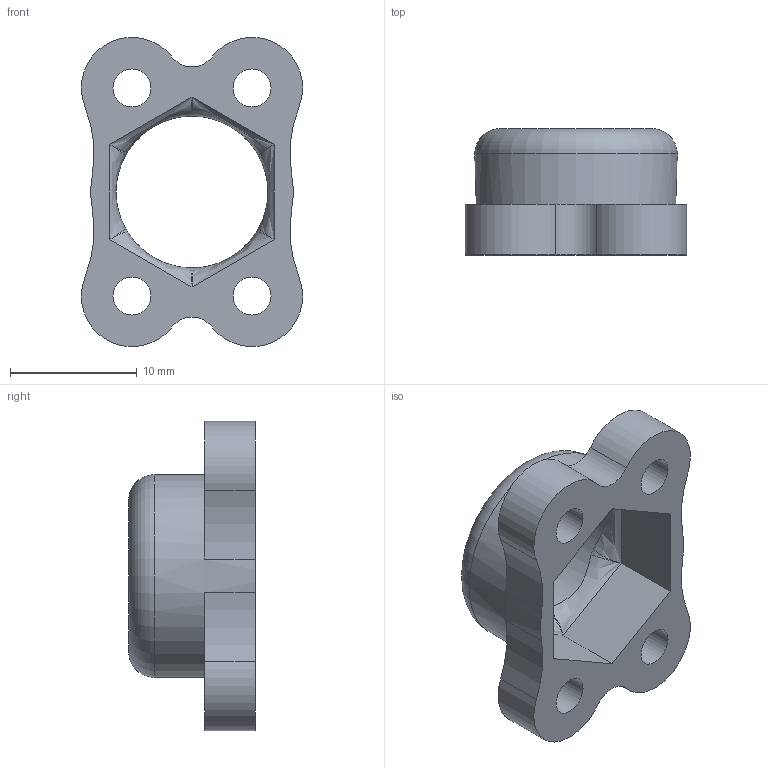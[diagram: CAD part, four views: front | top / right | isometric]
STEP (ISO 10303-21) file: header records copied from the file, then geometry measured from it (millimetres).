
FILE_DESCRIPTION(/* description */ (''),/* implementation_level */ '2;1');
FILE_NAME(/* name */ 'mocowanie_kol.stp',/* time_stamp */ '2025-03-22T19:07:24+01:00',/* author */ ('micha'),/* organization */ (''),/* preprocessor_version */ 'ST-DEVELOPER v19',/* originating_system */ 'Autodesk Inventor 2023',/* authorisation */ '');
FILE_SCHEMA (('AUTOMOTIVE_DESIGN { 1 0 10303 214 3 1 1 }'));
Length unit declared in the file: millimetre
Products named in the file (1): mocowanie_kol
Bounding box: 17.49 x 10 x 24.43 mm (x, y, z)
Volume: 1212.1 mm3; surface area: 1590.1 mm2
Topology: 1 solids, 1 shells, 38 faces, 113 edges, 66 vertices
Faces by surface type: cylinder 16, bspline 12, plane 9, torus 1
Full cylindrical faces by diameter (mm): 3 x4, 12 x1, 16 x1
Entity records: 1617 total; most frequent: CARTESIAN_POINT 587, ORIENTED_EDGE 214, DIRECTION 206, EDGE_CURVE 107, AXIS2_PLACEMENT_3D 85, VERTEX_POINT 66, CIRCLE 58, EDGE_LOOP 43
